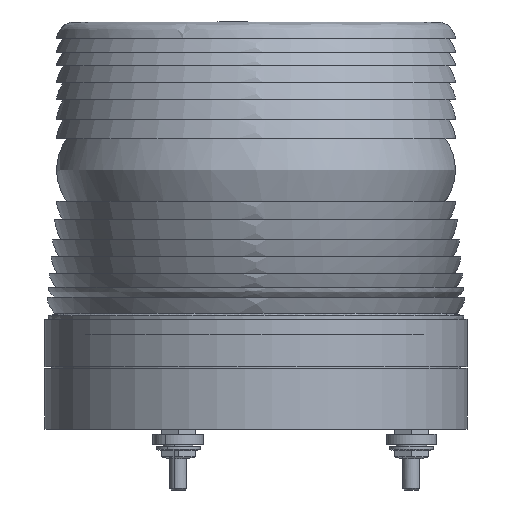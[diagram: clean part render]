
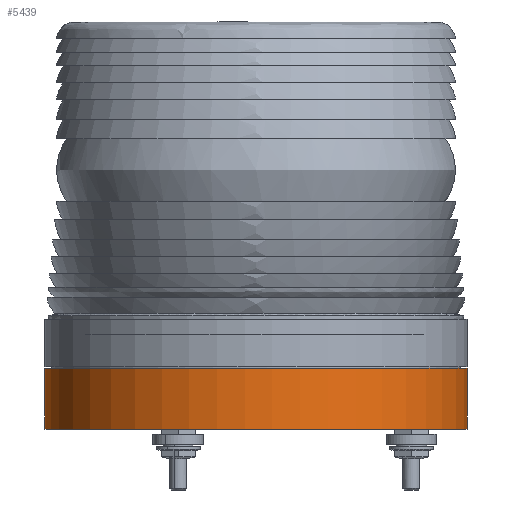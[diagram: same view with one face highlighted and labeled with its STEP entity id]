
A CAD part, front view. The second image highlights one B-rep face of the part: STEP entity #5439.
In plain terms, the highlighted free-form (B-spline) face has degree [1, 2] with [2, 5] control points.
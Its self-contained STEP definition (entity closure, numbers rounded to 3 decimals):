
#5393 = EDGE_CURVE('',#5394,#5396,#5398,.T.);
#5394 = VERTEX_POINT('',#5395);
#5395 = CARTESIAN_POINT('',(4114.52,-337.291,
    2437.017));
#5396 = VERTEX_POINT('',#5397);
#5397 = CARTESIAN_POINT('',(4000.571,-337.291,
    2437.017));
#5398 = ( BOUNDED_CURVE() B_SPLINE_CURVE(2,(#5399,#5400,#5401,#5402,
#5403),.UNSPECIFIED.,.F.,.F.) B_SPLINE_CURVE_WITH_KNOTS((3,2,3),(0.,
98.175,196.35),.PIECEWISE_BEZIER_KNOTS.) CURVE() 
GEOMETRIC_REPRESENTATION_ITEM() RATIONAL_B_SPLINE_CURVE((1.,
0.707,1.,0.707,1.)) REPRESENTATION_ITEM('') );
#5399 = CARTESIAN_POINT('',(4114.52,-337.291,
    2437.017));
#5400 = CARTESIAN_POINT('',(4114.52,-394.266,
    2437.017));
#5401 = CARTESIAN_POINT('',(4057.546,-394.266,
    2437.017));
#5402 = CARTESIAN_POINT('',(4000.571,-394.266,
    2437.017));
#5403 = CARTESIAN_POINT('',(4000.571,-337.291,
    2437.017));
#5439 = ADVANCED_FACE('',(#5440),#5465,.T.);
#5440 = FACE_BOUND('',#5441,.T.);
#5441 = EDGE_LOOP('',(#5442,#5443,#5450,#5460));
#5442 = ORIENTED_EDGE('',*,*,#5393,.F.);
#5443 = ORIENTED_EDGE('',*,*,#5444,.T.);
#5444 = EDGE_CURVE('',#5394,#5445,#5447,.T.);
#5445 = VERTEX_POINT('',#5446);
#5446 = CARTESIAN_POINT('',(4114.52,-337.291,
    2453.426));
#5447 = B_SPLINE_CURVE_WITH_KNOTS('',1,(#5448,#5449),.UNSPECIFIED.,.F.,
  .F.,(2,2),(0.,18.),.PIECEWISE_BEZIER_KNOTS.);
#5448 = CARTESIAN_POINT('',(4114.52,-337.291,
    2437.017));
#5449 = CARTESIAN_POINT('',(4114.52,-337.291,
    2453.426));
#5450 = ORIENTED_EDGE('',*,*,#5451,.T.);
#5451 = EDGE_CURVE('',#5445,#5452,#5454,.T.);
#5452 = VERTEX_POINT('',#5453);
#5453 = CARTESIAN_POINT('',(4000.571,-337.291,
    2453.426));
#5454 = ( BOUNDED_CURVE() B_SPLINE_CURVE(2,(#5455,#5456,#5457,#5458,
#5459),.UNSPECIFIED.,.F.,.F.) B_SPLINE_CURVE_WITH_KNOTS((3,2,3),(0.,
98.175,196.35),.PIECEWISE_BEZIER_KNOTS.) CURVE() 
GEOMETRIC_REPRESENTATION_ITEM() RATIONAL_B_SPLINE_CURVE((1.,
0.707,1.,0.707,1.)) REPRESENTATION_ITEM('') );
#5455 = CARTESIAN_POINT('',(4114.52,-337.291,
    2453.426));
#5456 = CARTESIAN_POINT('',(4114.52,-394.266,
    2453.426));
#5457 = CARTESIAN_POINT('',(4057.546,-394.266,
    2453.426));
#5458 = CARTESIAN_POINT('',(4000.571,-394.266,
    2453.426));
#5459 = CARTESIAN_POINT('',(4000.571,-337.291,
    2453.426));
#5460 = ORIENTED_EDGE('',*,*,#5461,.F.);
#5461 = EDGE_CURVE('',#5396,#5452,#5462,.T.);
#5462 = B_SPLINE_CURVE_WITH_KNOTS('',1,(#5463,#5464),.UNSPECIFIED.,.F.,
  .F.,(2,2),(0.,18.),.PIECEWISE_BEZIER_KNOTS.);
#5463 = CARTESIAN_POINT('',(4000.571,-337.291,
    2437.017));
#5464 = CARTESIAN_POINT('',(4000.571,-337.291,
    2453.426));
#5465 = ( BOUNDED_SURFACE() B_SPLINE_SURFACE(1,2,(
    (#5466,#5467,#5468,#5469,#5470)
    ,(#5471,#5472,#5473,#5474,#5475
)),.UNSPECIFIED.,.F.,.F.,.F.) B_SPLINE_SURFACE_WITH_KNOTS((2,2),(3,2,3),
  (0.,18.),(0.,98.175,196.35),
.PIECEWISE_BEZIER_KNOTS.) GEOMETRIC_REPRESENTATION_ITEM() 
RATIONAL_B_SPLINE_SURFACE((
    (1.,0.707,1.,0.707,1.)
,(1.,0.707,1.,0.707,1.
))) REPRESENTATION_ITEM('') SURFACE() );
#5466 = CARTESIAN_POINT('',(4114.52,-337.291,
    2437.017));
#5467 = CARTESIAN_POINT('',(4114.52,-394.266,
    2437.017));
#5468 = CARTESIAN_POINT('',(4057.546,-394.266,
    2437.017));
#5469 = CARTESIAN_POINT('',(4000.571,-394.266,
    2437.017));
#5470 = CARTESIAN_POINT('',(4000.571,-337.291,
    2437.017));
#5471 = CARTESIAN_POINT('',(4114.52,-337.291,
    2453.426));
#5472 = CARTESIAN_POINT('',(4114.52,-394.266,
    2453.426));
#5473 = CARTESIAN_POINT('',(4057.546,-394.266,
    2453.426));
#5474 = CARTESIAN_POINT('',(4000.571,-394.266,
    2453.426));
#5475 = CARTESIAN_POINT('',(4000.571,-337.291,
    2453.426));
